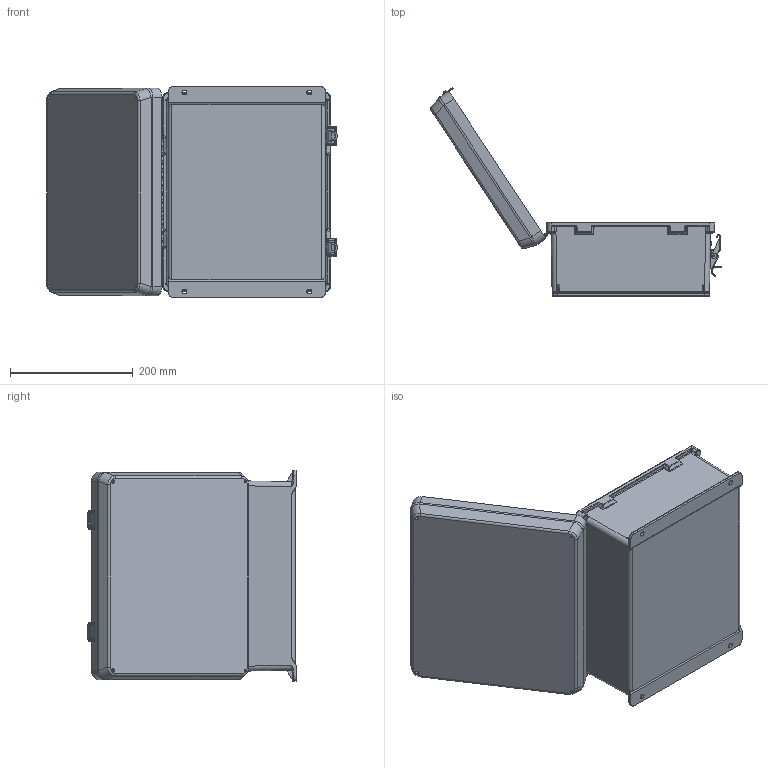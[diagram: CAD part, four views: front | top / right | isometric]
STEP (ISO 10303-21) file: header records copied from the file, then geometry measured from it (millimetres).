
FILE_DESCRIPTION (( 'STEP AP214' ), '1' );
FILE_NAME ('NBB121005.STEP', '2015-09-21T12:25:25', ( 'L-Com' ), ( 'L-Com Global Connectivity' ), 'SwSTEP 2.0', 'SolidWorks 2014', '' );
FILE_SCHEMA (( 'AUTOMOTIVE_DESIGN' ));
Length unit declared in the file: inch
Products named in the file (6): NB121005-DoorClasp-2; NB121005-DoorClasp-1; NBB121005-Lid; NB121005-Hinge; NBB121005-Box; NBB121005
Assembly tree (8 placements, depth 2):
  NBB121005
    NBB121005-Box
    NB121005-Hinge  x2
    NBB121005-Lid
    NB121005-DoorClasp-1  x2
    NB121005-DoorClasp-2  x2
Bounding box: 473.09 x 338.56 x 343 mm (x, y, z)
Volume: 1333098.3 mm3; surface area: 768378.8 mm2
Topology: 14 solids, 14 shells, 1540 faces, 3962 edges, 2416 vertices
Faces by surface type: cylinder 664, plane 444, bspline 192, torus 116, cone 92, sphere 32
Entity records: 40792 total; most frequent: CARTESIAN_POINT 12681, ORIENTED_EDGE 5996, DIRECTION 5696, EDGE_CURVE 2998, AXIS2_PLACEMENT_3D 2180, VERTEX_POINT 1845, LINE 1336, VECTOR 1336
